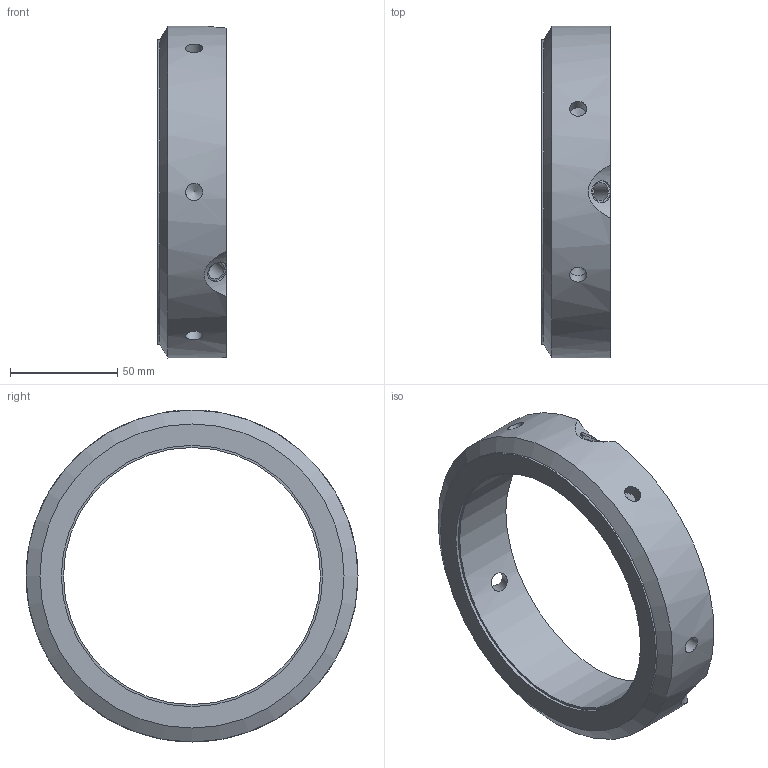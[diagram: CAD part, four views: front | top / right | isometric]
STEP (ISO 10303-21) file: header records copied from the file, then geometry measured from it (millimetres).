
FILE_DESCRIPTION((''),'2;1');
FILE_NAME('FKD FKNA120.stp','2014-02-26T20:33:21',('sugidesign'),(''),'Autodesk Inventor LT ','Autodesk Inventor LT ','');
FILE_SCHEMA(('CONFIG_CONTROL_DESIGN'));
Length unit declared in the file: millimetre
Products named in the file (1): FKD FKNA120
Bounding box: 32 x 155 x 155 mm (x, y, z)
Volume: 225183.5 mm3; surface area: 43841.5 mm2
Topology: 1 solids, 1 shells, 44 faces, 119 edges, 77 vertices
Faces by surface type: cylinder 25, cone 13, plane 6
Full cylindrical faces by diameter (mm): 6.4 x6, 8 x6, 8.376 x3, 10.2 x3, 120 x1, 122 x1, 142 x1, 155 x1
Entity records: 1519 total; most frequent: CARTESIAN_POINT 633, DIRECTION 176, ORIENTED_EDGE 128, AXIS2_PLACEMENT_3D 88, EDGE_LOOP 88, EDGE_CURVE 64, VERTEX_POINT 58, FACE_OUTER_BOUND 44
